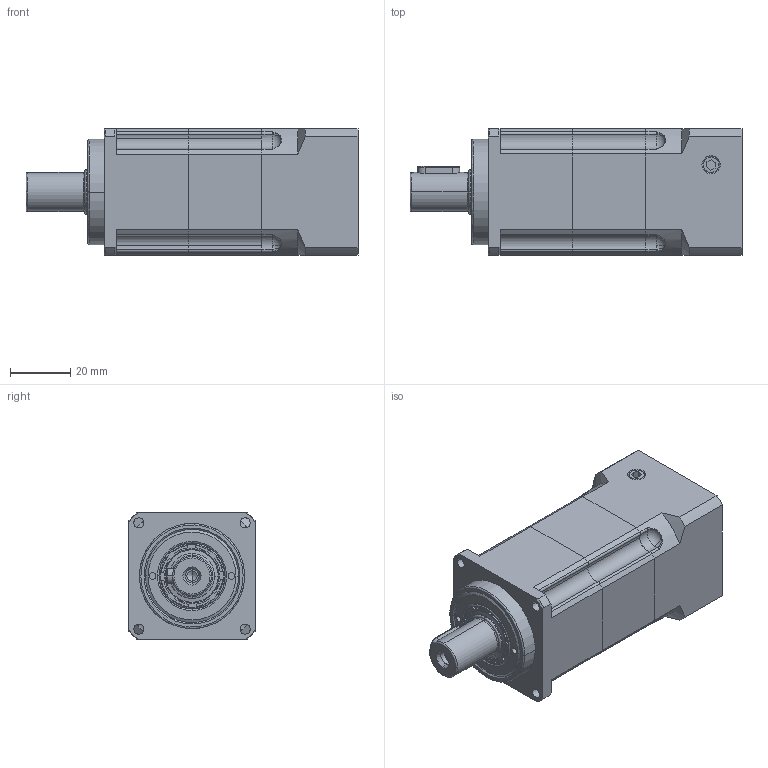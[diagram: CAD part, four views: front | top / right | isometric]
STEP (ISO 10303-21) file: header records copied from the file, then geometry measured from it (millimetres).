
FILE_DESCRIPTION (( 'STEP AP203' ), '1' );
FILE_NAME ('FAB042D-L2-S2-8-30-45-M3-26.STEP', '2022-04-29T08:32:50', ( 'User' ), ( 'China' ), 'SwSTEP 2.0', 'SolidWorks 2020', '' );
FILE_SCHEMA (( 'CONFIG_CONTROL_DESIGN' ));
Length unit declared in the file: millimetre
Products named in the file (11): FAB-042; 输入法兰FAB042D-30X32XM3(45); 输入轴锁紧环-11X26X9; 输入太阳齿轮FAB042D-8; A倰す瑩5X14; 踡隅蹟隊M6X6; 怀堤俴陎殤FAB042; 一级内齿圈FAB042D-Z108; M3-10樓粟菜; FAB042D-L2-S2-8-30-45-M3-26; M3-10
Assembly tree (13 placements, depth 2):
  FAB042D-L2-S2-8-30-45-M3-26
    A倰す瑩5X14
    踡隅蹟隊M6X6
    怀堤俴陎殤FAB042
    输入太阳齿轮FAB042D-8
    输入轴锁紧环-11X26X9
    M3-10
    M3-10樓粟菜  x4
    一级内齿圈FAB042D-Z108
    输入法兰FAB042D-30X32XM3(45)
    FAB-042
Bounding box: 110.5 x 42 x 42 mm (x, y, z)
Volume: 102322.6 mm3; surface area: 44723.5 mm2
Topology: 11 solids, 19 shells, 700 faces, 1738 edges, 1101 vertices
Faces by surface type: cylinder 312, plane 191, cone 112, bspline 62, torus 23
Entity records: 22169 total; most frequent: CARTESIAN_POINT 6186, DIRECTION 3242, ORIENTED_EDGE 3000, EDGE_CURVE 1504, AXIS2_PLACEMENT_3D 1325, VERTEX_POINT 972, CIRCLE 748, EDGE_LOOP 717
